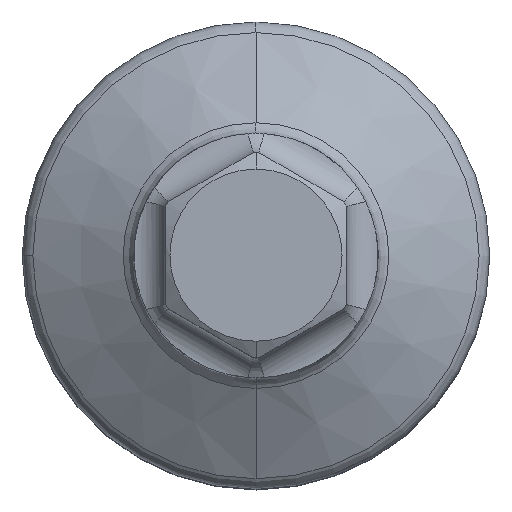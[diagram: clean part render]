
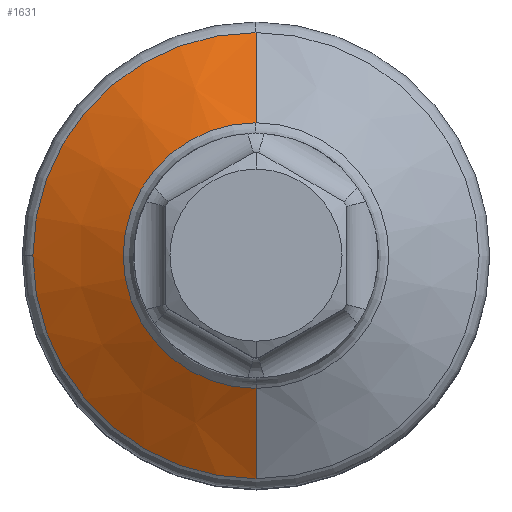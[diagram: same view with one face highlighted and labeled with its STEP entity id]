
A CAD part, top view. The second image highlights one B-rep face of the part: STEP entity #1631.
In plain terms, the highlighted conical face has half-angle 60 degrees and reference radius 16.75 mm.
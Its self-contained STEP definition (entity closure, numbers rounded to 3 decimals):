
#535=CARTESIAN_POINT('',(0.,0.,34.577));
#536=DIRECTION('',(0.,0.,-1.));
#537=DIRECTION('',(0.,-1.,0.));
#538=AXIS2_PLACEMENT_3D('',#535,#536,#537);
#540=CARTESIAN_POINT('',(0.,0.,34.577));
#541=DIRECTION('',(0.,0.,-1.));
#542=DIRECTION('',(-1.,0.,0.));
#543=AXIS2_PLACEMENT_3D('',#540,#541,#542);
#545=DIRECTION('',(0.,0.866,-0.5));
#546=VECTOR('',#545,9.815);
#547=CARTESIAN_POINT('',(0.,12.5,39.485));
#548=LINE('',#547,#546);
#549=CARTESIAN_POINT('',(0.,0.,39.485));
#550=DIRECTION('',(0.,0.,-1.));
#551=DIRECTION('',(0.,-1.,0.));
#552=AXIS2_PLACEMENT_3D('',#549,#550,#551);
#554=DIRECTION('',(0.,-0.866,-0.5));
#555=VECTOR('',#554,9.815);
#556=CARTESIAN_POINT('',(0.,-12.5,39.485));
#557=LINE('',#556,#555);
#1135=CARTESIAN_POINT('',(0.,-12.5,39.485));
#1136=CARTESIAN_POINT('',(0.,12.5,39.485));
#1137=VERTEX_POINT('',#1135);
#1138=VERTEX_POINT('',#1136);
#1139=CARTESIAN_POINT('',(0.,-21.,34.577));
#1140=CARTESIAN_POINT('',(-21.,0.,34.577));
#1141=VERTEX_POINT('',#1139);
#1142=VERTEX_POINT('',#1140);
#1147=CARTESIAN_POINT('',(0.,21.,34.577));
#1148=VERTEX_POINT('',#1147);
#1615=CARTESIAN_POINT('',(0.,0.,37.031));
#1616=DIRECTION('',(0.,0.,-1.));
#1617=DIRECTION('',(0.,-1.,0.));
#1618=AXIS2_PLACEMENT_3D('',#1615,#1616,#1617);
#1619=CONICAL_SURFACE('',#1618,16.75,60.);
#1621=ORIENTED_EDGE('',*,*,#1620,.T.);
#1623=ORIENTED_EDGE('',*,*,#1622,.T.);
#1625=ORIENTED_EDGE('',*,*,#1624,.F.);
#1626=ORIENTED_EDGE('',*,*,#1401,.F.);
#1628=ORIENTED_EDGE('',*,*,#1627,.T.);
#1629=EDGE_LOOP('',(#1621,#1623,#1625,#1626,#1628));
#1630=FACE_OUTER_BOUND('',#1629,.F.);
#1631=ADVANCED_FACE('',(#1630),#1619,.T.);
#539=CIRCLE('',#538,21.);
#544=CIRCLE('',#543,21.);
#553=CIRCLE('',#552,12.5);
#1401=EDGE_CURVE('',#1137,#1138,#553,.T.);
#1620=EDGE_CURVE('',#1141,#1142,#539,.T.);
#1622=EDGE_CURVE('',#1142,#1148,#544,.T.);
#1624=EDGE_CURVE('',#1138,#1148,#548,.T.);
#1627=EDGE_CURVE('',#1137,#1141,#557,.T.);
